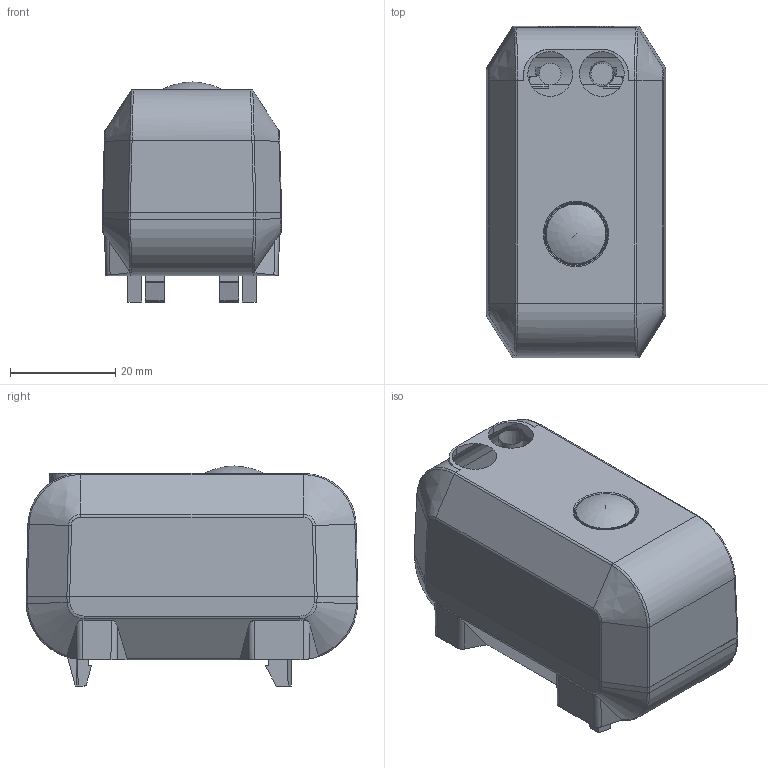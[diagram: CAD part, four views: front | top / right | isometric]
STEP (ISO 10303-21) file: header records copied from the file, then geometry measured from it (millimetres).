
FILE_DESCRIPTION(/* description */ (''),/* implementation_level */ '2;1');
FILE_NAME(/* name */ 'GISTAR_01_00_01 термостат.step',/* time_stamp */ '2019-08-14T15:42:52+03:00',/* author */ (''),/* organization */ (''),/* preprocessor_version */ 'ST-DEVELOPER v18',/* originating_system */ 'Autodesk Translation Framework v8.2.0.1029',/* authorisation */ '');
FILE_SCHEMA (('AUTOMOTIVE_DESIGN { 1 0 10303 214 3 1 1 }'));
Length unit declared in the file: millimetre
Products named in the file (1): GISTAR_01_00_01
Bounding box: 34.02 x 63.02 x 41.76 mm (x, y, z)
Volume: 65387.8 mm3; surface area: 9941.2 mm2
Topology: 1 solids, 1 shells, 190 faces, 522 edges, 337 vertices
Faces by surface type: plane 89, cylinder 51, bspline 39, cone 9, torus 2
Entity records: 11217 total; most frequent: CARTESIAN_POINT 6462, ORIENTED_EDGE 1042, DIRECTION 909, EDGE_CURVE 521, VERTEX_POINT 337, LINE 305, VECTOR 305, AXIS2_PLACEMENT_3D 302
